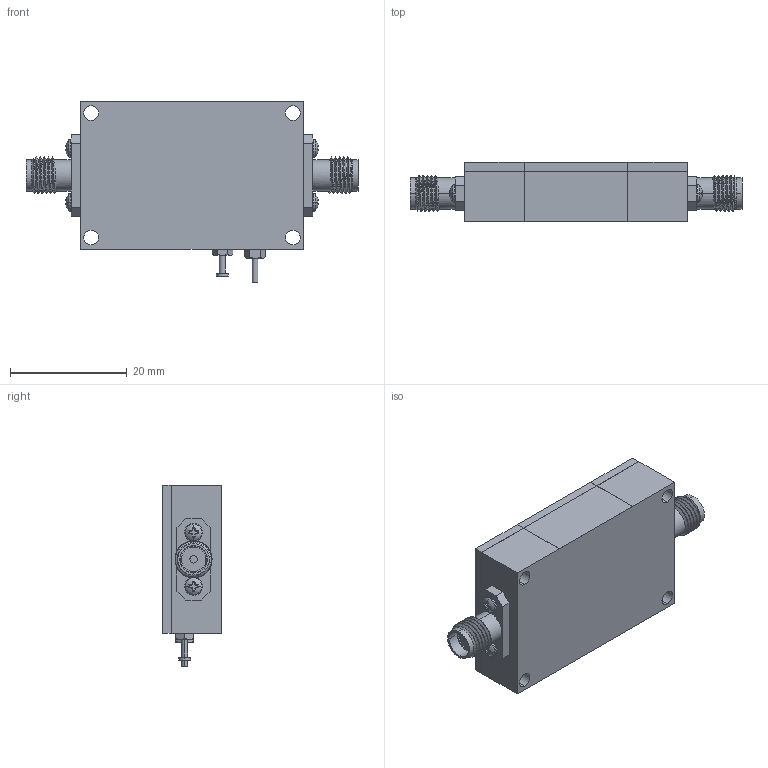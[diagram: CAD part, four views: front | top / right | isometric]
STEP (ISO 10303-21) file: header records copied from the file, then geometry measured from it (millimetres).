
FILE_DESCRIPTION (( 'STEP AP214' ), '1' );
FILE_NAME ('FMAM63020_3D.step', '2023-11-16T15:47:40', ( '' ), ( '' ), 'SwSTEP 2.0', 'SolidWorks 2022', '' );
FILE_SCHEMA (( 'AUTOMOTIVE_DESIGN' ));
Length unit declared in the file: inch
Products named in the file (3): SMA FE_默认; FMAM63020_3D; PE15A63020-MA1_PP15A1012
Assembly tree (3 placements, depth 2):
  FMAM63020_3D
    PE15A63020-MA1_PP15A1012
    SMA FE_默认  x2
Bounding box: 56.89 x 10.19 x 31.12 mm (x, y, z)
Volume: 10223.9 mm3; surface area: 6839.7 mm2
Topology: 9 solids, 9 shells, 686 faces, 1788 edges, 1178 vertices
Faces by surface type: plane 454, cylinder 92, bspline 84, cone 40, torus 16
Entity records: 28822 total; most frequent: CARTESIAN_POINT 9078, ORIENTED_EDGE 3070, DIRECTION 2448, EDGE_CURVE 1535, LINE 1150, VECTOR 1150, VERTEX_POINT 1014, EDGE_LOOP 657
